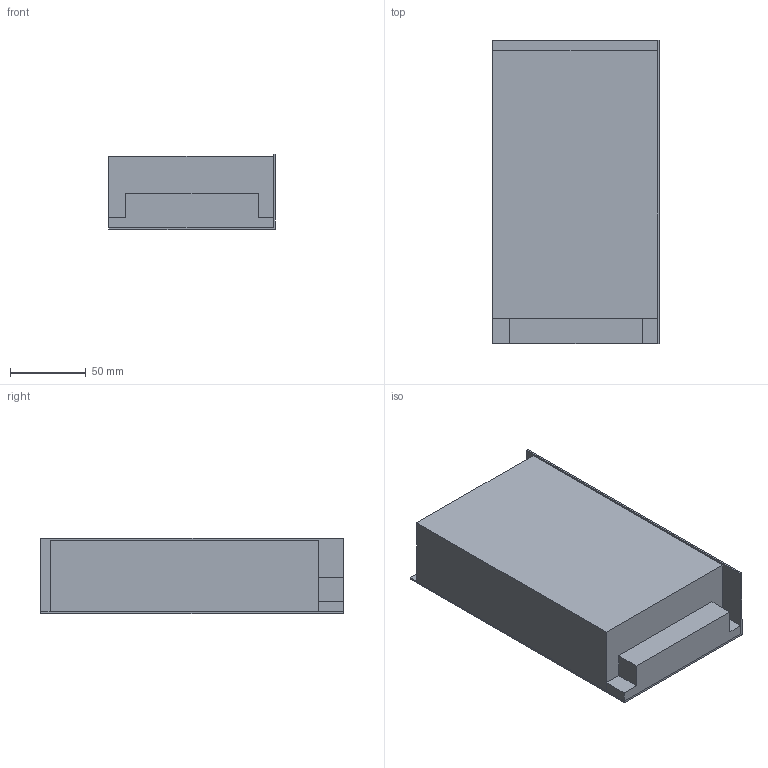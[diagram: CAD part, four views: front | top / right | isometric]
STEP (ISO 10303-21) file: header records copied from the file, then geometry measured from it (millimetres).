
FILE_DESCRIPTION(('FreeCAD Model'),'2;1');
FILE_NAME( 'power-supply.step', '2019-07-03T18:20:24',('Author'),(''), 'Open CASCADE STEP processor 7.3','FreeCAD','Unknown');
FILE_SCHEMA(('AUTOMOTIVE_DESIGN { 1 0 10303 214 1 1 1 1 }'));
Length unit declared in the file: millimetre
Products named in the file (1): power-supply
Bounding box: 110 x 200 x 50 mm (x, y, z)
Volume: 988645.1 mm3; surface area: 75252.9 mm2
Topology: 1 solids, 1 shells, 30 faces, 64 edges, 43 vertices
Faces by surface type: plane 26, cylinder 4
Full cylindrical faces by diameter (mm): 3.6 x3
Entity records: 1657 total; most frequent: CARTESIAN_POINT 306, DIRECTION 246, LINE 148, VECTOR 148, ORIENTED_EDGE 128, PCURVE 128, DEFINITIONAL_REPRESENTATION 128, EDGE_CURVE 64
